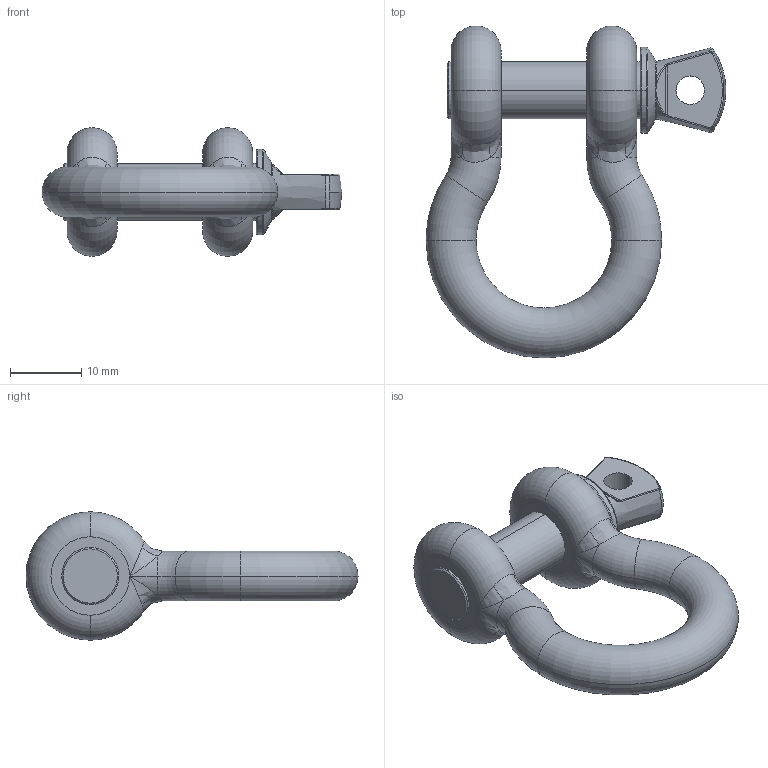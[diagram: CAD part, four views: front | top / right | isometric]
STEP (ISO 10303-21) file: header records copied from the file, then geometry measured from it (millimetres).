
FILE_DESCRIPTION (( 'STEP AP203' ), '1' );
FILE_NAME ('T39202.STEP', '2018-07-23T10:57:36', ( '' ), ( '' ), 'SwSTEP 2.0', 'SolidWorks 2016', '' );
FILE_SCHEMA (( 'CONFIG_CONTROL_DESIGN' ));
Length unit declared in the file: millimetre
Products named in the file (1): T39202
Bounding box: 42 x 46.5 x 18 mm (x, y, z)
Volume: 6893.3 mm3; surface area: 3564.6 mm2
Topology: 1 solids, 1 shells, 108 faces, 252 edges, 141 vertices
Faces by surface type: bspline 40, torus 32, cylinder 18, plane 10, cone 4, sphere 4
Entity records: 4047 total; most frequent: CARTESIAN_POINT 1754, ORIENTED_EDGE 488, DIRECTION 456, EDGE_CURVE 244, AXIS2_PLACEMENT_3D 219, CIRCLE 150, VERTEX_POINT 141, EDGE_LOOP 115
